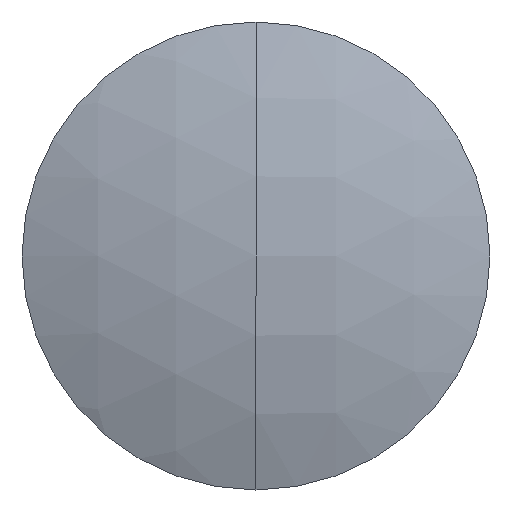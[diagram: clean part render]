
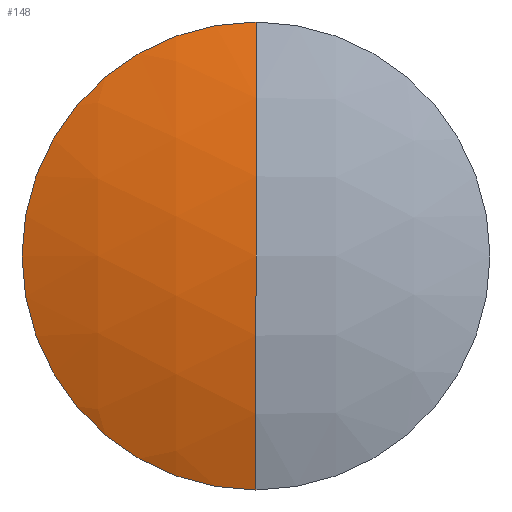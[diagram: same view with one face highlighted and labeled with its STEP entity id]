
A CAD part, left-side view. The second image highlights one B-rep face of the part: STEP entity #148.
In plain terms, the highlighted spherical face has radius 71.1 mm.
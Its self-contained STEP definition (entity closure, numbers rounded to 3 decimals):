
#7 = CARTESIAN_POINT ( 'NONE',  ( 368.711, 0., 0. ) ) ;
#42 = CARTESIAN_POINT ( 'NONE',  ( 302.303, 0., -25.4 ) ) ;
#54 = EDGE_CURVE ( 'NONE', #318, #70, #55, .T. ) ;
#55 = CIRCLE ( 'NONE', #108, 25.4 ) ;
#65 = ORIENTED_EDGE ( 'NONE', *, *, #54, .T. ) ;
#70 = VERTEX_POINT ( 'NONE', #42 ) ;
#72 = FACE_OUTER_BOUND ( 'NONE', #126, .T. ) ;
#92 = AXIS2_PLACEMENT_3D ( 'NONE', #7, #223, #118 ) ;
#103 = EDGE_CURVE ( 'NONE', #70, #244, #336, .T. ) ;
#108 = AXIS2_PLACEMENT_3D ( 'NONE', #115, #138, #269 ) ;
#115 = CARTESIAN_POINT ( 'NONE',  ( 302.303, 0., 0. ) ) ;
#118 = DIRECTION ( 'NONE',  ( 0., 0., 1. ) ) ;
#126 = EDGE_LOOP ( 'NONE', ( #65, #185, #160 ) ) ;
#138 = DIRECTION ( 'NONE',  ( -1., 0., 0. ) ) ;
#148 = ADVANCED_FACE ( 'NONE', ( #72 ), #180, .T. ) ;
#160 = ORIENTED_EDGE ( 'NONE', *, *, #214, .F. ) ;
#162 = CIRCLE ( 'NONE', #324, 71.1 ) ;
#170 = CARTESIAN_POINT ( 'NONE',  ( 368.711, 0., 0. ) ) ;
#180 = SPHERICAL_SURFACE ( 'NONE', #92, 71.1 ) ;
#185 = ORIENTED_EDGE ( 'NONE', *, *, #103, .T. ) ;
#202 = CARTESIAN_POINT ( 'NONE',  ( 368.711, 0., 0. ) ) ;
#214 = EDGE_CURVE ( 'NONE', #318, #244, #162, .T. ) ;
#223 = DIRECTION ( 'NONE',  ( 0., 1., 0. ) ) ;
#233 = AXIS2_PLACEMENT_3D ( 'NONE', #170, #273, #264 ) ;
#244 = VERTEX_POINT ( 'NONE', #287 ) ;
#264 = DIRECTION ( 'NONE',  ( 0., 0., 1. ) ) ;
#269 = DIRECTION ( 'NONE',  ( 0., 0., 1. ) ) ;
#270 = CARTESIAN_POINT ( 'NONE',  ( 302.303, 0., 25.4 ) ) ;
#273 = DIRECTION ( 'NONE',  ( 0., 1., 0. ) ) ;
#287 = CARTESIAN_POINT ( 'NONE',  ( 297.611, 0., 0. ) ) ;
#311 = DIRECTION ( 'NONE',  ( 0., 0., -1. ) ) ;
#318 = VERTEX_POINT ( 'NONE', #270 ) ;
#324 = AXIS2_PLACEMENT_3D ( 'NONE', #202, #333, #311 ) ;
#333 = DIRECTION ( 'NONE',  ( 0., -1., 0. ) ) ;
#336 = CIRCLE ( 'NONE', #233, 71.1 ) ;
